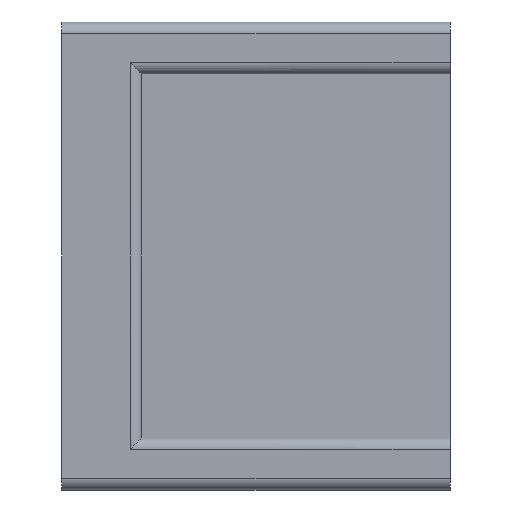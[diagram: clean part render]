
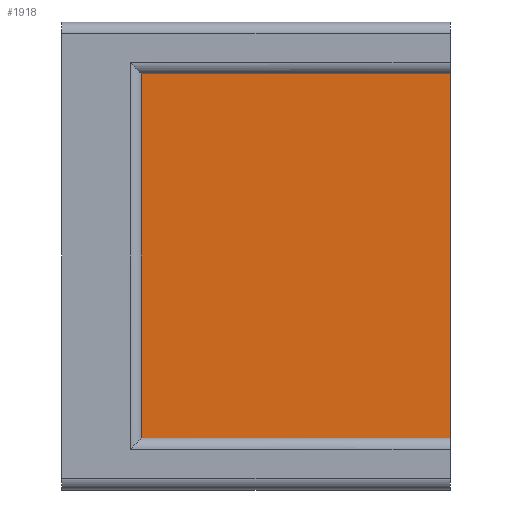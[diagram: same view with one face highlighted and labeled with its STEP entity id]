
A CAD part, left-side view. The second image highlights one B-rep face of the part: STEP entity #1918.
In plain terms, the highlighted planar face has unit normal (-1, 0, 0).
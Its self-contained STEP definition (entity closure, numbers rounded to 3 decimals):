
#21 = CARTESIAN_POINT ( 'NONE',  ( 12.2, 37.5, 48.75 ) ) ;
#25 = CARTESIAN_POINT ( 'NONE',  ( 12.2, 31.5, 55.75 ) ) ;
#33 = CARTESIAN_POINT ( 'NONE',  ( 12.2, 95.5, 56.6 ) ) ;
#66 = CARTESIAN_POINT ( 'NONE',  ( 12.2, 211.159, 48.75 ) ) ;
#81 = VERTEX_POINT ( 'NONE', #368 ) ;
#113 = LINE ( 'NONE', #262, #794 ) ;
#125 = VECTOR ( 'NONE', #869, 1000. ) ;
#146 = VECTOR ( 'NONE', #1367, 1000. ) ;
#157 = DIRECTION ( 'NONE',  ( 0., -1., 0. ) ) ;
#193 = VERTEX_POINT ( 'NONE', #842 ) ;
#223 = ORIENTED_EDGE ( 'NONE', *, *, #1694, .T. ) ;
#228 = CARTESIAN_POINT ( 'NONE',  ( 12.2, 95.5, -56.6 ) ) ;
#239 = CARTESIAN_POINT ( 'NONE',  ( 12.2, 44.5, 56.6 ) ) ;
#258 = CARTESIAN_POINT ( 'NONE',  ( 12.2, 37.5, 55.75 ) ) ;
#262 = CARTESIAN_POINT ( 'NONE',  ( 12.2, 211.159, 56.6 ) ) ;
#276 = EDGE_CURVE ( 'NONE', #677, #193, #113, .T. ) ;
#317 = CARTESIAN_POINT ( 'NONE',  ( 12.2, 44.5, 55.75 ) ) ;
#368 = CARTESIAN_POINT ( 'NONE',  ( 12.2, 0., -56.6 ) ) ;
#370 = EDGE_LOOP ( 'NONE', ( #1423, #1692, #1701, #787, #1522, #223, #971, #1247, #1890, #1464 ) ) ;
#379 = LINE ( 'NONE', #33, #1544 ) ;
#409 = CARTESIAN_POINT ( 'NONE',  ( 12.2, 95.5, 56.6 ) ) ;
#419 = CARTESIAN_POINT ( 'NONE',  ( 12.2, 44.5, 56.6 ) ) ;
#534 = DIRECTION ( 'NONE',  ( 0., 0., -1. ) ) ;
#642 = CARTESIAN_POINT ( 'NONE',  ( 12.2, 24.5, 56.6 ) ) ;
#649 = EDGE_CURVE ( 'NONE', #677, #880, #1084, .T. ) ;
#655 = LINE ( 'NONE', #419, #1263 ) ;
#658 = LINE ( 'NONE', #1008, #125 ) ;
#677 = VERTEX_POINT ( 'NONE', #1239 ) ;
#678 = VECTOR ( 'NONE', #1372, 1000. ) ;
#681 = LINE ( 'NONE', #66, #1440 ) ;
#711 = CARTESIAN_POINT ( 'NONE',  ( 12.2, 31.5, 48.75 ) ) ;
#732 = VERTEX_POINT ( 'NONE', #317 ) ;
#772 = AXIS2_PLACEMENT_3D ( 'NONE', #258, #1301, #1754 ) ;
#786 = DIRECTION ( 'NONE',  ( 0., 0., -1. ) ) ;
#787 = ORIENTED_EDGE ( 'NONE', *, *, #1283, .F. ) ;
#794 = VECTOR ( 'NONE', #1615, 1000. ) ;
#842 = CARTESIAN_POINT ( 'NONE',  ( 12.2, 0., 56.6 ) ) ;
#858 = LINE ( 'NONE', #1673, #1082 ) ;
#864 = LINE ( 'NONE', #1741, #678 ) ;
#869 = DIRECTION ( 'NONE',  ( 0., -1., 0. ) ) ;
#880 = VERTEX_POINT ( 'NONE', #1218 ) ;
#950 = DIRECTION ( 'NONE',  ( 1., 0., 0. ) ) ;
#954 = EDGE_CURVE ( 'NONE', #1479, #81, #858, .T. ) ;
#957 = AXIS2_PLACEMENT_3D ( 'NONE', #25, #1069, #534 ) ;
#971 = ORIENTED_EDGE ( 'NONE', *, *, #1655, .F. ) ;
#1008 = CARTESIAN_POINT ( 'NONE',  ( 12.2, 211.159, 56.6 ) ) ;
#1024 = DIRECTION ( 'NONE',  ( 0., 0., 1. ) ) ;
#1037 = VERTEX_POINT ( 'NONE', #409 ) ;
#1059 = EDGE_CURVE ( 'NONE', #1783, #732, #1496, .T. ) ;
#1069 = DIRECTION ( 'NONE',  ( 1., 0., 0. ) ) ;
#1082 = VECTOR ( 'NONE', #157, 1000. ) ;
#1084 = LINE ( 'NONE', #642, #146 ) ;
#1087 = CIRCLE ( 'NONE', #957, 7. ) ;
#1093 = PLANE ( 'NONE',  #1776 ) ;
#1101 = VERTEX_POINT ( 'NONE', #239 ) ;
#1124 = FACE_OUTER_BOUND ( 'NONE', #370, .T. ) ;
#1176 = VERTEX_POINT ( 'NONE', #711 ) ;
#1218 = CARTESIAN_POINT ( 'NONE',  ( 12.2, 24.5, 55.75 ) ) ;
#1239 = CARTESIAN_POINT ( 'NONE',  ( 12.2, 24.5, 56.6 ) ) ;
#1242 = DIRECTION ( 'NONE',  ( 0., 0., -1. ) ) ;
#1247 = ORIENTED_EDGE ( 'NONE', *, *, #1894, .T. ) ;
#1263 = VECTOR ( 'NONE', #1024, 1000. ) ;
#1283 = EDGE_CURVE ( 'NONE', #1783, #1176, #681, .T. ) ;
#1301 = DIRECTION ( 'NONE',  ( 1., 0., 0. ) ) ;
#1367 = DIRECTION ( 'NONE',  ( 0., 0., -1. ) ) ;
#1372 = DIRECTION ( 'NONE',  ( 0., 0., 1. ) ) ;
#1393 = EDGE_CURVE ( 'NONE', #880, #1176, #1087, .T. ) ;
#1422 = EDGE_CURVE ( 'NONE', #81, #193, #864, .T. ) ;
#1423 = ORIENTED_EDGE ( 'NONE', *, *, #276, .F. ) ;
#1440 = VECTOR ( 'NONE', #1768, 1000. ) ;
#1464 = ORIENTED_EDGE ( 'NONE', *, *, #1422, .T. ) ;
#1479 = VERTEX_POINT ( 'NONE', #228 ) ;
#1496 = CIRCLE ( 'NONE', #772, 7. ) ;
#1522 = ORIENTED_EDGE ( 'NONE', *, *, #1059, .T. ) ;
#1544 = VECTOR ( 'NONE', #786, 1000. ) ;
#1615 = DIRECTION ( 'NONE',  ( 0., -1., 0. ) ) ;
#1655 = EDGE_CURVE ( 'NONE', #1037, #1101, #658, .T. ) ;
#1673 = CARTESIAN_POINT ( 'NONE',  ( 12.2, 211.159, -56.6 ) ) ;
#1690 = CARTESIAN_POINT ( 'NONE',  ( 12.2, 211.159, 56.6 ) ) ;
#1692 = ORIENTED_EDGE ( 'NONE', *, *, #649, .T. ) ;
#1694 = EDGE_CURVE ( 'NONE', #732, #1101, #655, .T. ) ;
#1701 = ORIENTED_EDGE ( 'NONE', *, *, #1393, .T. ) ;
#1741 = CARTESIAN_POINT ( 'NONE',  ( 12.2, 0., 56.6 ) ) ;
#1754 = DIRECTION ( 'NONE',  ( 0., 0., -1. ) ) ;
#1768 = DIRECTION ( 'NONE',  ( 0., -1., 0. ) ) ;
#1776 = AXIS2_PLACEMENT_3D ( 'NONE', #1690, #950, #1242 ) ;
#1783 = VERTEX_POINT ( 'NONE', #21 ) ;
#1890 = ORIENTED_EDGE ( 'NONE', *, *, #954, .T. ) ;
#1894 = EDGE_CURVE ( 'NONE', #1037, #1479, #379, .T. ) ;
#1918 = ADVANCED_FACE ( 'NONE', ( #1124 ), #1093, .F. ) ;
